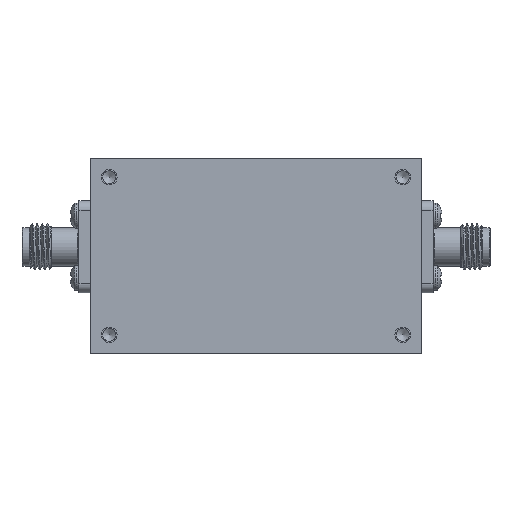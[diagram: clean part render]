
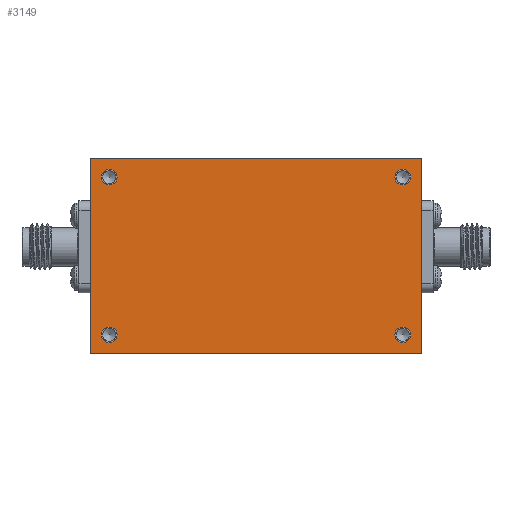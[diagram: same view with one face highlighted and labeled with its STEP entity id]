
A CAD part, front view. The second image highlights one B-rep face of the part: STEP entity #3149.
In plain terms, the highlighted planar face has unit normal (0, -1, 0).
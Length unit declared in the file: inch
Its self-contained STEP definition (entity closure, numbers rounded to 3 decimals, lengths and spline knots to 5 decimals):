
#168 = CIRCLE ( 'NONE', #18507, 0.043 ) ;
#554 = DIRECTION ( 'NONE',  ( 0., 0., -1. ) ) ;
#1301 = CIRCLE ( 'NONE', #19985, 0.043 ) ;
#1349 = VERTEX_POINT ( 'NONE', #14390 ) ;
#1517 = EDGE_LOOP ( 'NONE', ( #16255, #6712, #10187, #17200 ) ) ;
#1621 = CARTESIAN_POINT ( 'NONE',  ( -0.9, -0.265, 0.53 ) ) ;
#1960 = VERTEX_POINT ( 'NONE', #21225 ) ;
#2057 = DIRECTION ( 'NONE',  ( 0., -1., 0. ) ) ;
#2095 = EDGE_CURVE ( 'NONE', #1960, #1960, #17137, .T. ) ;
#2145 = DIRECTION ( 'NONE',  ( 0., 0., -1. ) ) ;
#2381 = DIRECTION ( 'NONE',  ( 0., -1., 0. ) ) ;
#2723 = EDGE_LOOP ( 'NONE', ( #13780 ) ) ;
#2932 = DIRECTION ( 'NONE',  ( 0., -1., 0. ) ) ;
#3149 = ADVANCED_FACE ( 'NONE', ( #8568, #15555, #13605, #6735, #22427 ), #15448, .T. ) ;
#3286 = CARTESIAN_POINT ( 'NONE',  ( 0., -0.265, 0. ) ) ;
#3351 = DIRECTION ( 'NONE',  ( 0., 0., 1. ) ) ;
#3661 = EDGE_LOOP ( 'NONE', ( #10030 ) ) ;
#4495 = CARTESIAN_POINT ( 'NONE',  ( -0.8, -0.265, 0.387 ) ) ;
#4724 = EDGE_LOOP ( 'NONE', ( #12717 ) ) ;
#5418 = VERTEX_POINT ( 'NONE', #21345 ) ;
#5522 = VECTOR ( 'NONE', #15714, 39.37008 ) ;
#5883 = VERTEX_POINT ( 'NONE', #20964 ) ;
#5890 = CARTESIAN_POINT ( 'NONE',  ( -0.9, -0.265, 0.53 ) ) ;
#6222 = CARTESIAN_POINT ( 'NONE',  ( 0.8, -0.265, -0.473 ) ) ;
#6712 = ORIENTED_EDGE ( 'NONE', *, *, #13715, .F. ) ;
#6735 = FACE_BOUND ( 'NONE', #16695, .T. ) ;
#6981 = DIRECTION ( 'NONE',  ( 0., 0., -1. ) ) ;
#7202 = LINE ( 'NONE', #19338, #9944 ) ;
#7405 = EDGE_CURVE ( 'NONE', #12070, #5418, #15845, .T. ) ;
#7707 = CARTESIAN_POINT ( 'NONE',  ( 0.8, -0.265, 0.387 ) ) ;
#7945 = LINE ( 'NONE', #5890, #12496 ) ;
#7976 = DIRECTION ( 'NONE',  ( 0., 0., -1. ) ) ;
#8568 = FACE_BOUND ( 'NONE', #2723, .T. ) ;
#8621 = EDGE_CURVE ( 'NONE', #15036, #15036, #17754, .T. ) ;
#8696 = EDGE_CURVE ( 'NONE', #18352, #18352, #168, .T. ) ;
#9814 = EDGE_CURVE ( 'NONE', #21909, #21909, #1301, .T. ) ;
#9817 = CARTESIAN_POINT ( 'NONE',  ( -0.8, -0.265, 0.43 ) ) ;
#9944 = VECTOR ( 'NONE', #6981, 39.37008 ) ;
#10030 = ORIENTED_EDGE ( 'NONE', *, *, #9814, .F. ) ;
#10187 = ORIENTED_EDGE ( 'NONE', *, *, #7405, .F. ) ;
#10366 = CARTESIAN_POINT ( 'NONE',  ( 0.8, -0.265, 0.43 ) ) ;
#10555 = LINE ( 'NONE', #10668, #5522 ) ;
#10668 = CARTESIAN_POINT ( 'NONE',  ( -0.9, -0.265, -0.53 ) ) ;
#11388 = CARTESIAN_POINT ( 'NONE',  ( -0.9, -0.265, -0.53 ) ) ;
#12070 = VERTEX_POINT ( 'NONE', #11388 ) ;
#12496 = VECTOR ( 'NONE', #18256, 39.37008 ) ;
#12570 = EDGE_CURVE ( 'NONE', #5883, #12070, #10555, .T. ) ;
#12717 = ORIENTED_EDGE ( 'NONE', *, *, #8696, .F. ) ;
#13007 = EDGE_CURVE ( 'NONE', #1349, #5883, #7202, .T. ) ;
#13497 = AXIS2_PLACEMENT_3D ( 'NONE', #16288, #2057, #554 ) ;
#13605 = FACE_BOUND ( 'NONE', #3661, .T. ) ;
#13715 = EDGE_CURVE ( 'NONE', #5418, #1349, #7945, .T. ) ;
#13736 = AXIS2_PLACEMENT_3D ( 'NONE', #9817, #2932, #7976 ) ;
#13780 = ORIENTED_EDGE ( 'NONE', *, *, #8621, .F. ) ;
#14390 = CARTESIAN_POINT ( 'NONE',  ( 0.9, -0.265, 0.53 ) ) ;
#14973 = AXIS2_PLACEMENT_3D ( 'NONE', #3286, #22535, #19094 ) ;
#15036 = VERTEX_POINT ( 'NONE', #4495 ) ;
#15448 = PLANE ( 'NONE',  #14973 ) ;
#15555 = FACE_BOUND ( 'NONE', #4724, .T. ) ;
#15714 = DIRECTION ( 'NONE',  ( -1., 0., 0. ) ) ;
#15751 = DIRECTION ( 'NONE',  ( 0., 0., -1. ) ) ;
#15845 = LINE ( 'NONE', #1621, #19949 ) ;
#16255 = ORIENTED_EDGE ( 'NONE', *, *, #13007, .F. ) ;
#16288 = CARTESIAN_POINT ( 'NONE',  ( -0.8, -0.265, -0.43 ) ) ;
#16695 = EDGE_LOOP ( 'NONE', ( #21584 ) ) ;
#17137 = CIRCLE ( 'NONE', #13497, 0.043 ) ;
#17200 = ORIENTED_EDGE ( 'NONE', *, *, #12570, .F. ) ;
#17347 = DIRECTION ( 'NONE',  ( 0., -1., 0. ) ) ;
#17754 = CIRCLE ( 'NONE', #13736, 0.043 ) ;
#18256 = DIRECTION ( 'NONE',  ( 1., 0., 0. ) ) ;
#18352 = VERTEX_POINT ( 'NONE', #7707 ) ;
#18507 = AXIS2_PLACEMENT_3D ( 'NONE', #10366, #17347, #15751 ) ;
#19094 = DIRECTION ( 'NONE',  ( 0., 0., -1. ) ) ;
#19338 = CARTESIAN_POINT ( 'NONE',  ( 0.9, -0.265, 0.53 ) ) ;
#19454 = CARTESIAN_POINT ( 'NONE',  ( 0.8, -0.265, -0.43 ) ) ;
#19949 = VECTOR ( 'NONE', #3351, 39.37008 ) ;
#19985 = AXIS2_PLACEMENT_3D ( 'NONE', #19454, #2381, #2145 ) ;
#20964 = CARTESIAN_POINT ( 'NONE',  ( 0.9, -0.265, -0.53 ) ) ;
#21225 = CARTESIAN_POINT ( 'NONE',  ( -0.8, -0.265, -0.473 ) ) ;
#21345 = CARTESIAN_POINT ( 'NONE',  ( -0.9, -0.265, 0.53 ) ) ;
#21584 = ORIENTED_EDGE ( 'NONE', *, *, #2095, .F. ) ;
#21909 = VERTEX_POINT ( 'NONE', #6222 ) ;
#22427 = FACE_OUTER_BOUND ( 'NONE', #1517, .T. ) ;
#22535 = DIRECTION ( 'NONE',  ( 0., -1., 0. ) ) ;
